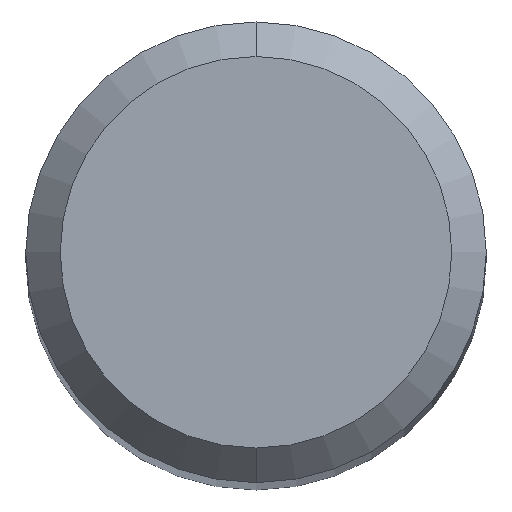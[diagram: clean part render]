
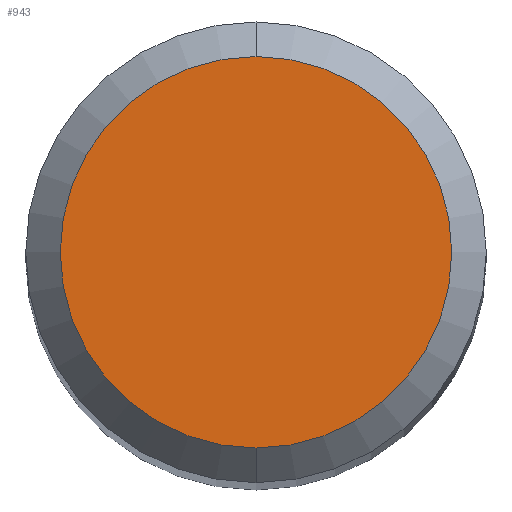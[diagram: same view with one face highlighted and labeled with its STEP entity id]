
A CAD part, top view. The second image highlights one B-rep face of the part: STEP entity #943.
In plain terms, the highlighted planar face has unit normal (0, 0, 1).
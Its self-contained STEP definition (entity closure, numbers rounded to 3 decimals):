
#705=EDGE_CURVE('',#1105,#1007,#1486,.T.);
#943=ADVANCED_FACE('',(#1748),#1749,.T.);
#945=EDGE_CURVE('',#1007,#1105,#1751,.T.);
#1007=VERTEX_POINT('',#1819);
#1105=VERTEX_POINT('',#1924);
#1486=CIRCLE('',#3242,1.7);
#1748=FACE_OUTER_BOUND('',#4265,.T.);
#1749=PLANE('',#4266);
#1751=CIRCLE('',#4269,1.7);
#1819=CARTESIAN_POINT('',(0.0,1.7,0.0));
#1924=CARTESIAN_POINT('',(0.,-1.7,0.0));
#3242=AXIS2_PLACEMENT_3D('',#5251,#5252,#5253);
#4265=EDGE_LOOP('',(#5575,#5576));
#4266=AXIS2_PLACEMENT_3D('',#5577,#5578,#5579);
#4269=AXIS2_PLACEMENT_3D('',#5580,#5581,#5582);
#5251=CARTESIAN_POINT('',(0.0,0.0,0.0));
#5252=DIRECTION('',(0.0,0.0,-1.0));
#5253=DIRECTION('',(0.0,1.0,0.0));
#5575=ORIENTED_EDGE('',*,*,#945,.F.);
#5576=ORIENTED_EDGE('',*,*,#705,.F.);
#5577=CARTESIAN_POINT('',(0.0,0.85,0.0));
#5578=DIRECTION('',(-0.0,0.0,1.0));
#5579=DIRECTION('',(0.0,-1.0,0.0));
#5580=CARTESIAN_POINT('',(0.0,0.0,0.0));
#5581=DIRECTION('',(0.0,0.0,-1.0));
#5582=DIRECTION('',(0.0,1.0,0.0));
